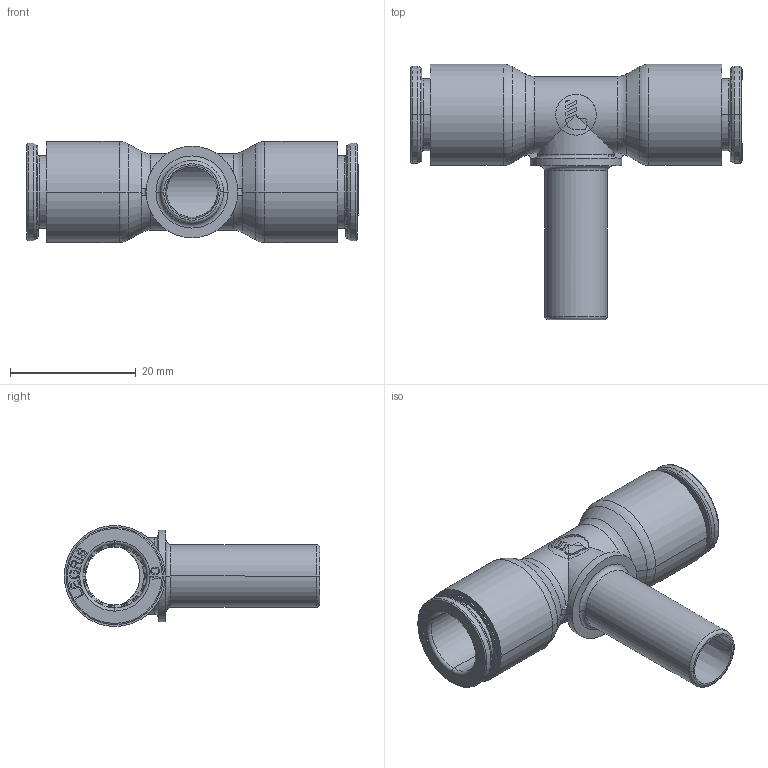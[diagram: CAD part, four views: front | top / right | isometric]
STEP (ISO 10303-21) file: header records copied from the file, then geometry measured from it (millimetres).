
FILE_DESCRIPTION(('STEP AP214'),'1');
FILE_NAME('6888_10_00.stp','2016-07-07T14:49:52',('TraceParts'),('TraceParts S.A.'),'Spatial InterOp 3D',' ',' ');
FILE_SCHEMA(('automotive_design'));
Length unit declared in the file: millimetre
Products named in the file (11): V888-10-00_ASM|Next assembly relationship#44110-19_ASM|Next assembly relationship#44110-32;44110-32; V888-10-00_ASM|Next assembly relationship#44110-19_ASM|Next assembly relationship#44110;44110; V888-10-00_ASM|Next assembly relationship#44110-19_ASM|Next assembly relationship#44110-30;44110-30; V888-10-00_ASM|Next assembly relationship#44110-19_ASM|Next assembly relationship#44110-40;44110-40; V888-10-00_ASM|Next assembly relationship#44520-29;44520-29; V888-10-00_ASM|Next assembly relationship#44110-11-10-ASM;44110-11-10-ASM
Bounding box: 52.9 x 40.7 x 16.1 mm (x, y, z)
Volume: 5170.2 mm3; surface area: 10539.3 mm2
Topology: 11 solids, 11 shells, 1341 faces, 3385 edges, 2108 vertices
Faces by surface type: plane 557, cylinder 230, torus 204, bspline 180, cone 170
Entity records: 47026 total; most frequent: CARTESIAN_POINT 15481, ORIENTED_EDGE 6770, DIRECTION 6180, EDGE_CURVE 3385, AXIS2_PLACEMENT_3D 2128, VERTEX_POINT 2108, LINE 1924, VECTOR 1924
